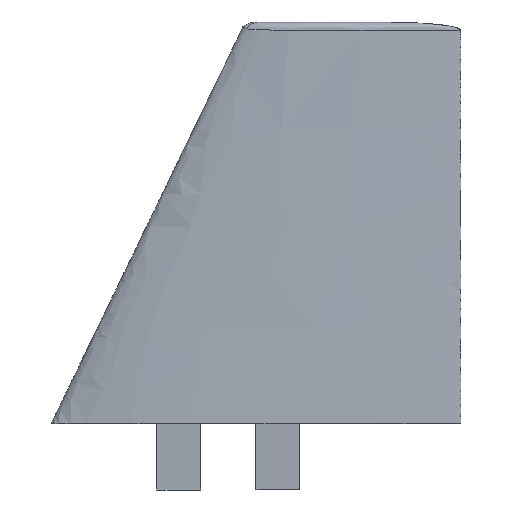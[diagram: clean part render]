
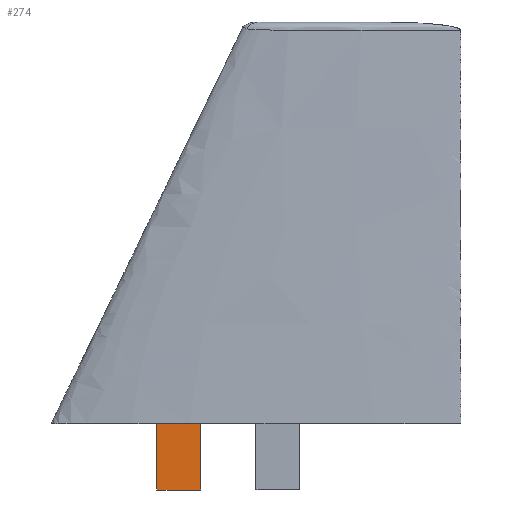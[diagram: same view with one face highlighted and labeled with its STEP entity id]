
A CAD part, front view. The second image highlights one B-rep face of the part: STEP entity #274.
In plain terms, the highlighted planar face has unit normal (0, -1, 0).
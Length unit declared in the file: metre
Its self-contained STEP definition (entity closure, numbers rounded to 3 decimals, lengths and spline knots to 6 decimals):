
#274 = ADVANCED_FACE( '', ( #4969 ), #4970, .T. );
#4969 = FACE_OUTER_BOUND( '', #5173, .T. );
#4970 = PLANE( '', #5174 );
#5173 = EDGE_LOOP( '', ( #5316, #5317, #5318, #5319, #5320, #5321, #5322, #5323 ) );
#5174 = AXIS2_PLACEMENT_3D( '', #5324, #5325, #5326 );
#5316 = ORIENTED_EDGE( '', *, *, #5544, .F. );
#5317 = ORIENTED_EDGE( '', *, *, #5526, .T. );
#5318 = ORIENTED_EDGE( '', *, *, #5543, .T. );
#5319 = ORIENTED_EDGE( '', *, *, #5539, .T. );
#5320 = ORIENTED_EDGE( '', *, *, #5542, .T. );
#5321 = ORIENTED_EDGE( '', *, *, #5545, .T. );
#5322 = ORIENTED_EDGE( '', *, *, #5546, .T. );
#5323 = ORIENTED_EDGE( '', *, *, #5547, .F. );
#5324 = CARTESIAN_POINT( '', ( -0.035953, -0.001702, 0.045676 ) );
#5325 = DIRECTION( '', ( 0., -1., 0. ) );
#5326 = DIRECTION( '', ( 1., 0., 0. ) );
#5526 = EDGE_CURVE( '', #6283, #6281, #6284, .F. );
#5539 = EDGE_CURVE( '', #6306, #6304, #6307, .T. );
#5542 = EDGE_CURVE( '', #6304, #6309, #6311, .T. );
#5543 = EDGE_CURVE( '', #6281, #6306, #6312, .T. );
#5544 = EDGE_CURVE( '', #6283, #6313, #6314, .T. );
#5545 = EDGE_CURVE( '', #6309, #6315, #6316, .T. );
#5546 = EDGE_CURVE( '', #6315, #6317, #6318, .T. );
#5547 = EDGE_CURVE( '', #6313, #6317, #6319, .T. );
#6281 = VERTEX_POINT( '', #6414 );
#6283 = VERTEX_POINT( '', #6416 );
#6284 = LINE( '', #6417, #6418 );
#6304 = VERTEX_POINT( '', #6446 );
#6306 = VERTEX_POINT( '', #6449 );
#6307 = LINE( '', #6450, #6451 );
#6309 = VERTEX_POINT( '', #6454 );
#6311 = LINE( '', #6457, #6458 );
#6312 = LINE( '', #6459, #6460 );
#6313 = VERTEX_POINT( '', #6461 );
#6314 = LINE( '', #6462, #6463 );
#6315 = VERTEX_POINT( '', #6464 );
#6316 = LINE( '', #6465, #6466 );
#6317 = VERTEX_POINT( '', #6467 );
#6318 = LINE( '', #6468, #6469 );
#6319 = LINE( '', #6470, #6471 );
#6414 = CARTESIAN_POINT( '', ( -0.033974, -0.001702, 0.019827 ) );
#6416 = CARTESIAN_POINT( '', ( -0.054139, -0.001702, 0.019827 ) );
#6417 = CARTESIAN_POINT( '', ( -0.035953, -0.001702, 0.019827 ) );
#6418 = VECTOR( '', #6534, 1. );
#6446 = CARTESIAN_POINT( '', ( -0.03449, -0.001702, 0.049368 ) );
#6449 = CARTESIAN_POINT( '', ( -0.017767, -0.001702, 0.049368 ) );
#6450 = CARTESIAN_POINT( '', ( -0.026128, -0.001702, 0.049368 ) );
#6451 = VECTOR( '', #6553, 1. );
#6454 = CARTESIAN_POINT( '', ( -0.03449, -0.001702, 0.049375 ) );
#6457 = CARTESIAN_POINT( '', ( -0.03449, -0.001702, 0.049371 ) );
#6458 = VECTOR( '', #6556, 1. );
#6459 = CARTESIAN_POINT( '', ( -0.026128, -0.001702, 0.034128 ) );
#6460 = VECTOR( '', #6557, 1. );
#6461 = CARTESIAN_POINT( '', ( -0.054139, -0.001702, 0.072464 ) );
#6462 = CARTESIAN_POINT( '', ( -0.054139, -0.001702, 0.060919 ) );
#6463 = VECTOR( '', #6558, 1. );
#6464 = CARTESIAN_POINT( '', ( -0.038899, -0.001702, 0.049375 ) );
#6465 = CARTESIAN_POINT( '', ( -0.036695, -0.001702, 0.049375 ) );
#6466 = VECTOR( '', #6559, 1. );
#6467 = CARTESIAN_POINT( '', ( -0.038899, -0.001702, 0.072464 ) );
#6468 = CARTESIAN_POINT( '', ( -0.038899, -0.001702, 0.060919 ) );
#6469 = VECTOR( '', #6560, 1. );
#6470 = CARTESIAN_POINT( '', ( -0.046519, -0.001702, 0.072464 ) );
#6471 = VECTOR( '', #6561, 1. );
#6534 = DIRECTION( '', ( -1., 0., 0. ) );
#6553 = DIRECTION( '', ( -1., 0., 0. ) );
#6556 = DIRECTION( '', ( 0., 0., 1. ) );
#6557 = DIRECTION( '', ( 0.481, 0., 0.877 ) );
#6558 = DIRECTION( '', ( 0., 0., 1. ) );
#6559 = DIRECTION( '', ( -1., 0., 0. ) );
#6560 = DIRECTION( '', ( 0., 0., 1. ) );
#6561 = DIRECTION( '', ( 1., 0., 0. ) );
